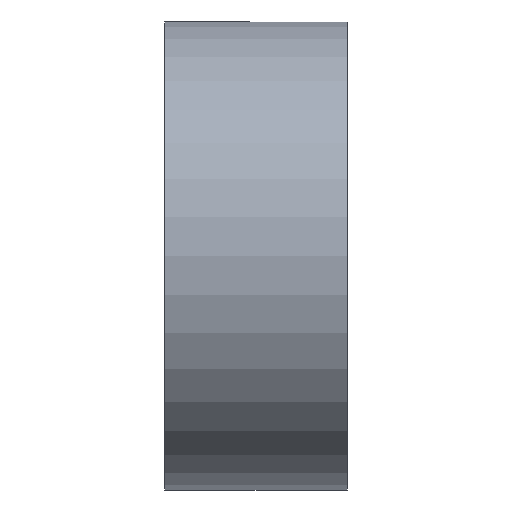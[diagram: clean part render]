
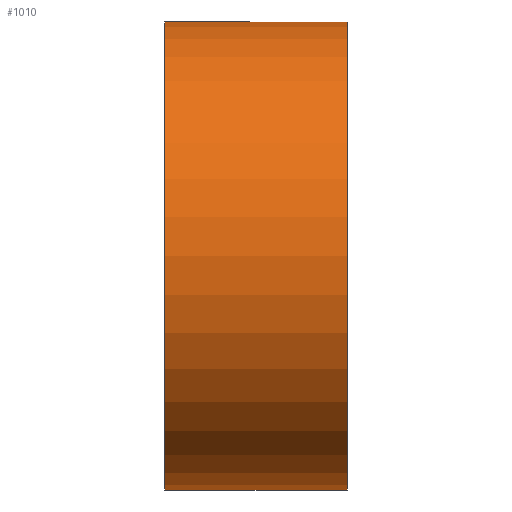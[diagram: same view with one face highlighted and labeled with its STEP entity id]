
A CAD part, left-side view. The second image highlights one B-rep face of the part: STEP entity #1010.
In plain terms, the highlighted cylindrical face has radius 13.5 mm (diameter 27 mm), a partial arc.
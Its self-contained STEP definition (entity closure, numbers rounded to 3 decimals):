
#359=CARTESIAN_POINT('',(0.,10.5,0.));
#360=DIRECTION('',(0.,1.,0.));
#361=DIRECTION('',(0.58,0.,-0.815));
#362=AXIS2_PLACEMENT_3D('',#359,#360,#361);
#364=DIRECTION('',(0.,1.,0.));
#365=VECTOR('',#364,10.5);
#366=CARTESIAN_POINT('',(7.826,0.,11.));
#367=LINE('',#366,#365);
#368=CARTESIAN_POINT('',(0.,0.,0.));
#369=DIRECTION('',(0.,-1.,0.));
#370=DIRECTION('',(0.58,0.,0.815));
#371=AXIS2_PLACEMENT_3D('',#368,#369,#370);
#373=DIRECTION('',(0.,1.,0.));
#374=VECTOR('',#373,10.5);
#375=CARTESIAN_POINT('',(7.826,0.,-11.));
#376=LINE('',#375,#374);
#429=CARTESIAN_POINT('',(7.826,10.5,-11.));
#430=CARTESIAN_POINT('',(7.826,10.5,11.));
#431=VERTEX_POINT('',#429);
#432=VERTEX_POINT('',#430);
#433=CARTESIAN_POINT('',(7.826,0.,11.));
#434=CARTESIAN_POINT('',(7.826,0.,-11.));
#435=VERTEX_POINT('',#433);
#436=VERTEX_POINT('',#434);
#999=CARTESIAN_POINT('',(0.,0.,0.));
#1000=DIRECTION('',(0.,1.,0.));
#1001=DIRECTION('',(1.,0.,0.));
#1002=AXIS2_PLACEMENT_3D('',#999,#1000,#1001);
#1003=CYLINDRICAL_SURFACE('',#1002,13.5);
#1004=ORIENTED_EDGE('',*,*,#628,.T.);
#1005=ORIENTED_EDGE('',*,*,#881,.F.);
#1006=ORIENTED_EDGE('',*,*,#510,.T.);
#1007=ORIENTED_EDGE('',*,*,#988,.T.);
#1008=EDGE_LOOP('',(#1004,#1005,#1006,#1007));
#1009=FACE_OUTER_BOUND('',#1008,.F.);
#1010=ADVANCED_FACE('',(#1009),#1003,.T.);
#363=CIRCLE('',#362,13.5);
#372=CIRCLE('',#371,13.5);
#510=EDGE_CURVE('',#435,#436,#372,.T.);
#628=EDGE_CURVE('',#431,#432,#363,.T.);
#881=EDGE_CURVE('',#435,#432,#367,.T.);
#988=EDGE_CURVE('',#436,#431,#376,.T.);
